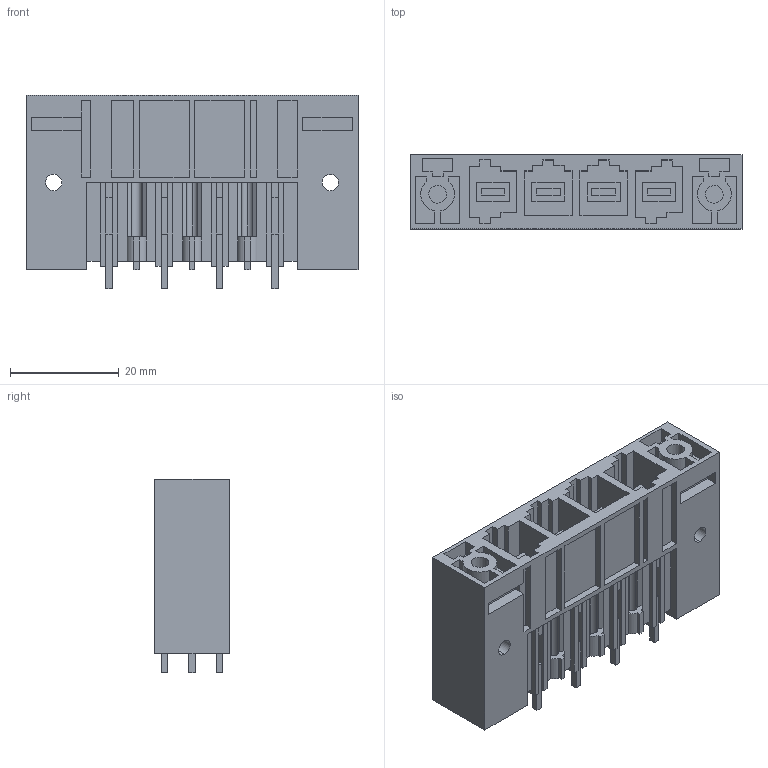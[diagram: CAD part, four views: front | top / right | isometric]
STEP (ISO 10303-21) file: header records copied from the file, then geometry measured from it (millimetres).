
FILE_DESCRIPTION(('CATIA V5 STEP Exchange','CAx-IF Rec.Pracs.--- Model Styling and Organization---1.2---2011-12-15'),'2;1');
FILE_NAME ('D1457516_0_1850900000_1850900000.stp','2018-03-12T13:12:50+00:00',('none'),('Weidmueller'),'CATIA Version 5-6 Release 2014','CATIA V5 STEP AP214','none');
FILE_SCHEMA(('AUTOMOTIVE_DESIGN { 1 0 10303 214 1 1 1 1 }'));
Length unit declared in the file: millimetre
Products named in the file (1): 1850900000
Bounding box: 60.96 x 13.6 x 35.5 mm (x, y, z)
Volume: 15346.9 mm3; surface area: 16884.2 mm2
Topology: 5 solids, 5 shells, 554 faces, 1565 edges, 1050 vertices
Faces by surface type: plane 511, cylinder 43
Entity records: 17211 total; most frequent: ORIENTED_EDGE 3130, CARTESIAN_POINT 3017, DIRECTION 2307, EDGE_CURVE 1565, VECTOR 1472, LINE 1472, VERTEX_POINT 1050, EDGE_LOOP 601
